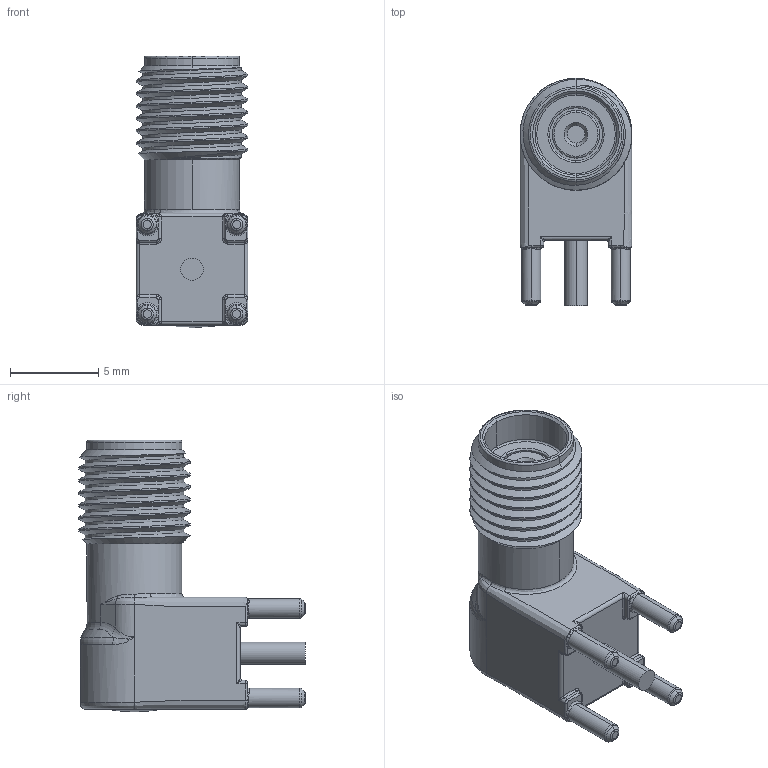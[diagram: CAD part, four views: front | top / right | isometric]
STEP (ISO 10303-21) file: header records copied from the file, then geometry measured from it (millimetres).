
FILE_DESCRIPTION((''),'2;1');
FILE_NAME('C-2081235-1','2012-09-28T',('workeradm'),('Tyco Electronics Ltd.'),'PRO/ENGINEER BY PARAMETRIC TECHNOLOGY CORPORATION, 2010430','PRO/ENGINEER BY PARAMETRIC TECHNOLOGY CORPORATION, 2010430','');
FILE_SCHEMA(('AUTOMOTIVE_DESIGN { 1 0 10303 214 1 1 1 1 }'));
Length unit declared in the file: millimetre
Products named in the file (1): C-2081235-1
Bounding box: 6.35 x 12.88 x 15.4 mm (x, y, z)
Volume: 545 mm3; surface area: 615.4 mm2
Topology: 1 solids, 1 shells, 269 faces, 608 edges, 346 vertices
Faces by surface type: cylinder 86, bspline 76, torus 49, plane 37, cone 19, sphere 2
Entity records: 16229 total; most frequent: CARTESIAN_POINT 8518, ORIENTED_EDGE 1212, DIRECTION 1127, PRESENTATION_STYLE_ASSIGNMENT 607, STYLED_ITEM 607, CURVE_STYLE 606, EDGE_CURVE 606, AXIS2_PLACEMENT_3D 482
